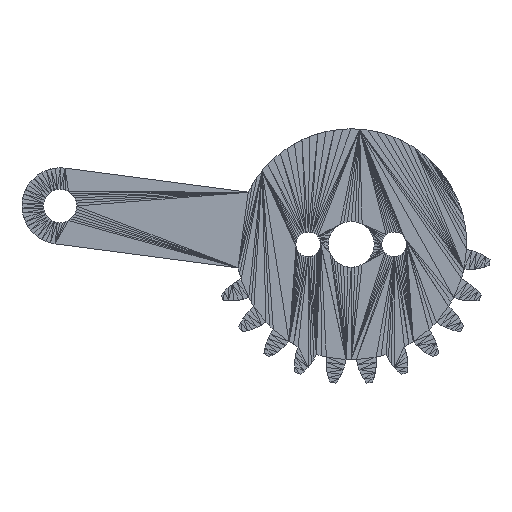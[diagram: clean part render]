
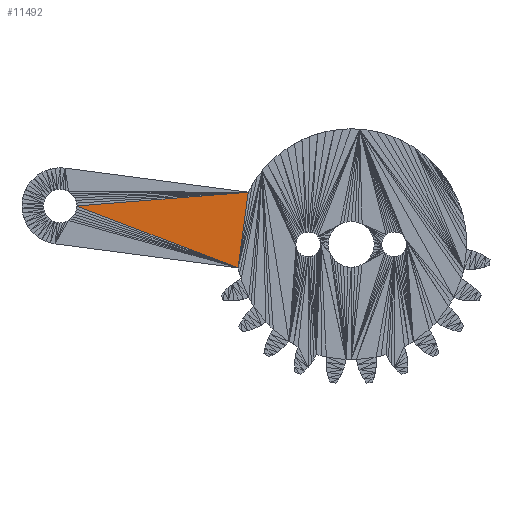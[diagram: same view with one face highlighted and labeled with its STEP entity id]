
A CAD part, front view. The second image highlights one B-rep face of the part: STEP entity #11492.
In plain terms, the highlighted planar face has unit normal (0, -1, 0).
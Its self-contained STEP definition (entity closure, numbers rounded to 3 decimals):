
#7130 = VERTEX_POINT('',#7131);
#7131 = CARTESIAN_POINT('',(23.695,0.,19.993));
#11425 = PLANE('',#11426);
#11426 = AXIS2_PLACEMENT_3D('',#11427,#11428,#11429);
#11427 = CARTESIAN_POINT('',(14.64,0.,19.342));
#11428 = DIRECTION('',(-0.,-1.,-0.));
#11429 = DIRECTION('',(0.,0.,-1.));
#11442 = VERTEX_POINT('',#11443);
#11443 = CARTESIAN_POINT('',(5.75,0.,18.551));
#11468 = EDGE_CURVE('',#11442,#7130,#11469,.T.);
#11469 = SURFACE_CURVE('',#11470,(#11474,#11481),.PCURVE_S1.);
#11470 = LINE('',#11471,#11472);
#11471 = CARTESIAN_POINT('',(5.75,0.,18.551));
#11472 = VECTOR('',#11473,1.);
#11473 = DIRECTION('',(0.997,0.,0.08));
#11474 = PCURVE('',#11425,#11475);
#11475 = DEFINITIONAL_REPRESENTATION('',(#11476),#11480);
#11476 = LINE('',#11477,#11478);
#11477 = CARTESIAN_POINT('',(0.791,-8.89));
#11478 = VECTOR('',#11479,1.);
#11479 = DIRECTION('',(-0.08,0.997));
#11480 = ( GEOMETRIC_REPRESENTATION_CONTEXT(2) 
PARAMETRIC_REPRESENTATION_CONTEXT() REPRESENTATION_CONTEXT('2D SPACE',''
  ) );
#11481 = PCURVE('',#11482,#11487);
#11482 = PLANE('',#11483);
#11483 = AXIS2_PLACEMENT_3D('',#11484,#11485,#11486);
#11484 = CARTESIAN_POINT('',(16.041,0.,17.055));
#11485 = DIRECTION('',(-0.,-1.,-0.));
#11486 = DIRECTION('',(0.,0.,-1.));
#11487 = DEFINITIONAL_REPRESENTATION('',(#11488),#11491);
#11488 = B_SPLINE_CURVE_WITH_KNOTS('',1,(#11489,#11490),.UNSPECIFIED.,
  .F.,.F.,(2,2),(0.,18.002),.PIECEWISE_BEZIER_KNOTS.);
#11489 = CARTESIAN_POINT('',(-1.496,-10.291));
#11490 = CARTESIAN_POINT('',(-2.937,7.654));
#11491 = ( GEOMETRIC_REPRESENTATION_CONTEXT(2) 
PARAMETRIC_REPRESENTATION_CONTEXT() REPRESENTATION_CONTEXT('2D SPACE',''
  ) );
#11492 = ADVANCED_FACE('',(#11493),#11482,.T.);
#11493 = FACE_BOUND('',#11494,.T.);
#11494 = EDGE_LOOP('',(#11495,#11496,#11523));
#11495 = ORIENTED_EDGE('',*,*,#11468,.F.);
#11496 = ORIENTED_EDGE('',*,*,#11497,.T.);
#11497 = EDGE_CURVE('',#11442,#11498,#11500,.T.);
#11498 = VERTEX_POINT('',#11499);
#11499 = CARTESIAN_POINT('',(22.65,0.,12.061));
#11500 = SURFACE_CURVE('',#11501,(#11505,#11512),.PCURVE_S1.);
#11501 = LINE('',#11502,#11503);
#11502 = CARTESIAN_POINT('',(5.75,0.,18.551));
#11503 = VECTOR('',#11504,1.);
#11504 = DIRECTION('',(0.934,0.,-0.358));
#11505 = PCURVE('',#11482,#11506);
#11506 = DEFINITIONAL_REPRESENTATION('',(#11507),#11511);
#11507 = LINE('',#11508,#11509);
#11508 = CARTESIAN_POINT('',(-1.496,-10.291));
#11509 = VECTOR('',#11510,1.);
#11510 = DIRECTION('',(0.358,0.934));
#11511 = ( GEOMETRIC_REPRESENTATION_CONTEXT(2) 
PARAMETRIC_REPRESENTATION_CONTEXT() REPRESENTATION_CONTEXT('2D SPACE',''
  ) );
#11512 = PCURVE('',#11513,#11518);
#11513 = PLANE('',#11514);
#11514 = AXIS2_PLACEMENT_3D('',#11515,#11516,#11517);
#11515 = CARTESIAN_POINT('',(14.123,0.,15.257));
#11516 = DIRECTION('',(-0.,-1.,-0.));
#11517 = DIRECTION('',(0.,0.,-1.));
#11518 = DEFINITIONAL_REPRESENTATION('',(#11519),#11522);
#11519 = B_SPLINE_CURVE_WITH_KNOTS('',1,(#11520,#11521),.UNSPECIFIED.,
  .F.,.F.,(2,2),(0.,18.104),.PIECEWISE_BEZIER_KNOTS.);
#11520 = CARTESIAN_POINT('',(-3.294,-8.373));
#11521 = CARTESIAN_POINT('',(3.196,8.528));
#11522 = ( GEOMETRIC_REPRESENTATION_CONTEXT(2) 
PARAMETRIC_REPRESENTATION_CONTEXT() REPRESENTATION_CONTEXT('2D SPACE',''
  ) );
#11523 = ORIENTED_EDGE('',*,*,#11524,.F.);
#11524 = EDGE_CURVE('',#7130,#11498,#11525,.T.);
#11525 = SURFACE_CURVE('',#11526,(#11530,#11536),.PCURVE_S1.);
#11526 = LINE('',#11527,#11528);
#11527 = CARTESIAN_POINT('',(23.695,0.,19.993));
#11528 = VECTOR('',#11529,1.);
#11529 = DIRECTION('',(-0.131,0.,-0.991));
#11530 = PCURVE('',#11482,#11531);
#11531 = DEFINITIONAL_REPRESENTATION('',(#11532),#11535);
#11532 = B_SPLINE_CURVE_WITH_KNOTS('',1,(#11533,#11534),.UNSPECIFIED.,
  .F.,.F.,(2,2),(0.,8.),.PIECEWISE_BEZIER_KNOTS.);
#11533 = CARTESIAN_POINT('',(-2.937,7.654));
#11534 = CARTESIAN_POINT('',(4.994,6.61));
#11535 = ( GEOMETRIC_REPRESENTATION_CONTEXT(2) 
PARAMETRIC_REPRESENTATION_CONTEXT() REPRESENTATION_CONTEXT('2D SPACE',''
  ) );
#11536 = PCURVE('',#11537,#11542);
#11537 = PLANE('',#11538);
#11538 = AXIS2_PLACEMENT_3D('',#11539,#11540,#11541);
#11539 = CARTESIAN_POINT('',(23.317,0.,16.439));
#11540 = DIRECTION('',(-0.,-1.,-0.));
#11541 = DIRECTION('',(0.,0.,-1.));
#11542 = DEFINITIONAL_REPRESENTATION('',(#11543),#11547);
#11543 = LINE('',#11544,#11545);
#11544 = CARTESIAN_POINT('',(-3.554,0.378));
#11545 = VECTOR('',#11546,1.);
#11546 = DIRECTION('',(0.991,-0.131));
#11547 = ( GEOMETRIC_REPRESENTATION_CONTEXT(2) 
PARAMETRIC_REPRESENTATION_CONTEXT() REPRESENTATION_CONTEXT('2D SPACE',''
  ) );
